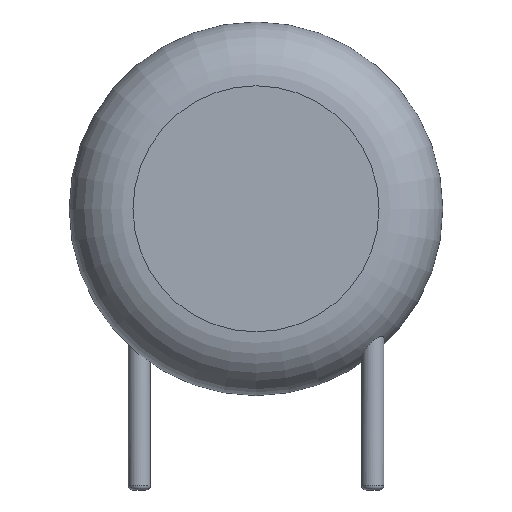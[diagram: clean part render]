
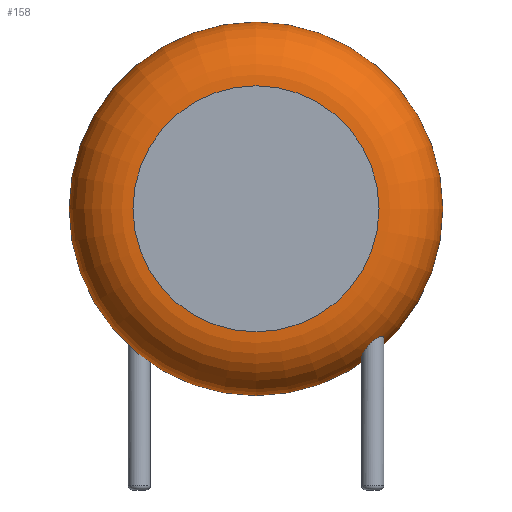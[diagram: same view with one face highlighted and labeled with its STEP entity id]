
A CAD part, front view. The second image highlights one B-rep face of the part: STEP entity #158.
In plain terms, the highlighted toroidal (fillet/blend) face has major radius 3.951 mm and minor radius 2.049 mm.
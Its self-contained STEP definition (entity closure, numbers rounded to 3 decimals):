
#24 = VERTEX_POINT('',#25);
#25 = CARTESIAN_POINT('',(9.75,-0.868,6.03));
#31 = EDGE_CURVE('',#24,#24,#32,.T.);
#32 = CIRCLE('',#33,6.);
#33 = AXIS2_PLACEMENT_3D('',#34,#35,#36);
#34 = CARTESIAN_POINT('',(3.75,-0.868,6.03));
#35 = DIRECTION('',(0.,-1.,0.));
#36 = DIRECTION('',(1.,0.,0.));
#158 = ADVANCED_FACE('',(#159,#179),#255,.T.);
#159 = FACE_BOUND('',#160,.T.);
#160 = EDGE_LOOP('',(#161,#162,#171,#178));
#161 = ORIENTED_EDGE('',*,*,#31,.T.);
#162 = ORIENTED_EDGE('',*,*,#163,.T.);
#163 = EDGE_CURVE('',#24,#164,#166,.T.);
#164 = VERTEX_POINT('',#165);
#165 = CARTESIAN_POINT('',(7.701,-2.917,6.03));
#166 = CIRCLE('',#167,2.049);
#167 = AXIS2_PLACEMENT_3D('',#168,#169,#170);
#168 = CARTESIAN_POINT('',(7.701,-0.868,6.03));
#169 = DIRECTION('',(0.,0.,-1.));
#170 = DIRECTION('',(1.,0.,0.));
#171 = ORIENTED_EDGE('',*,*,#172,.F.);
#172 = EDGE_CURVE('',#164,#164,#173,.T.);
#173 = CIRCLE('',#174,3.951);
#174 = AXIS2_PLACEMENT_3D('',#175,#176,#177);
#175 = CARTESIAN_POINT('',(3.75,-2.917,6.03));
#176 = DIRECTION('',(0.,-1.,0.));
#177 = DIRECTION('',(1.,0.,0.));
#178 = ORIENTED_EDGE('',*,*,#163,.F.);
#179 = FACE_BOUND('',#180,.T.);
#180 = EDGE_LOOP('',(#181,#200));
#181 = ORIENTED_EDGE('',*,*,#182,.T.);
#182 = EDGE_CURVE('',#183,#185,#187,.T.);
#183 = VERTEX_POINT('',#184);
#184 = CARTESIAN_POINT('',(7.86,-1.633,1.865));
#185 = VERTEX_POINT('',#186);
#186 = CARTESIAN_POINT('',(7.564,-1.279,1.452
));
#187 = B_SPLINE_CURVE_WITH_KNOTS('',6,(#188,#189,#190,#191,#192,#193,
#194,#195,#196,#197,#198,#199),.UNSPECIFIED.,.F.,.F.,(7,5,7),(
0.,0.672,1.),.UNSPECIFIED.);
#188 = CARTESIAN_POINT('',(7.86,-1.633,1.865));
#189 = CARTESIAN_POINT('',(7.86,-1.576,1.832));
#190 = CARTESIAN_POINT('',(7.849,-1.52,1.793)
);
#191 = CARTESIAN_POINT('',(7.828,-1.467,1.75
));
#192 = CARTESIAN_POINT('',(7.798,-1.419,1.702
));
#193 = CARTESIAN_POINT('',(7.76,-1.378,1.653
));
#194 = CARTESIAN_POINT('',(7.693,-1.328,1.577
));
#195 = CARTESIAN_POINT('',(7.67,-1.314,1.552
));
#196 = CARTESIAN_POINT('',(7.645,-1.302,1.527
));
#197 = CARTESIAN_POINT('',(7.619,-1.292,1.502
));
#198 = CARTESIAN_POINT('',(7.592,-1.284,1.477)
);
#199 = CARTESIAN_POINT('',(7.564,-1.279,1.452
));
#200 = ORIENTED_EDGE('',*,*,#201,.T.);
#201 = EDGE_CURVE('',#185,#183,#202,.T.);
#202 = B_SPLINE_CURVE_WITH_KNOTS('',6,(#203,#204,#205,#206,#207,#208,
#209,#210,#211,#212,#213,#214,#215,#216,#217,#218,#219,#220,#221,
#222,#223,#224,#225,#226,#227,#228,#229,#230,#231,#232,#233,#234,
#235,#236,#237,#238,#239,#240,#241,#242,#243,#244,#245,#246,#247,
#248,#249,#250,#251,#252,#253,#254),.UNSPECIFIED.,.F.,.F.,(7,5,5,5,5
,5,5,5,5,5,7),(0.,0.129,0.175,0.264,
0.359,0.408,0.561,0.7,
0.825,0.928,1.),.UNSPECIFIED.);
#203 = CARTESIAN_POINT('',(7.564,-1.279,1.452
));
#204 = CARTESIAN_POINT('',(7.527,-1.272,1.42
));
#205 = CARTESIAN_POINT('',(7.489,-1.27,1.388
));
#206 = CARTESIAN_POINT('',(7.45,-1.273,1.358)
);
#207 = CARTESIAN_POINT('',(7.412,-1.281,1.33
));
#208 = CARTESIAN_POINT('',(7.374,-1.294,1.304
));
#209 = CARTESIAN_POINT('',(7.326,-1.318,1.275
));
#210 = CARTESIAN_POINT('',(7.314,-1.325,1.267
));
#211 = CARTESIAN_POINT('',(7.302,-1.332,1.26
));
#212 = CARTESIAN_POINT('',(7.29,-1.34,1.254
));
#213 = CARTESIAN_POINT('',(7.278,-1.349,1.248
));
#214 = CARTESIAN_POINT('',(7.247,-1.376,1.233)
);
#215 = CARTESIAN_POINT('',(7.227,-1.396,1.225)
);
#216 = CARTESIAN_POINT('',(7.21,-1.417,1.22)
);
#217 = CARTESIAN_POINT('',(7.194,-1.44,1.217
));
#218 = CARTESIAN_POINT('',(7.181,-1.464,1.216
));
#219 = CARTESIAN_POINT('',(7.159,-1.515,1.22));
#220 = CARTESIAN_POINT('',(7.15,-1.543,1.225
));
#221 = CARTESIAN_POINT('',(7.143,-1.571,1.233)
);
#222 = CARTESIAN_POINT('',(7.14,-1.6,1.244
));
#223 = CARTESIAN_POINT('',(7.139,-1.628,1.257)
);
#224 = CARTESIAN_POINT('',(7.142,-1.669,1.28
));
#225 = CARTESIAN_POINT('',(7.143,-1.683,1.288
));
#226 = CARTESIAN_POINT('',(7.145,-1.697,1.297
));
#227 = CARTESIAN_POINT('',(7.148,-1.711,1.307)
);
#228 = CARTESIAN_POINT('',(7.151,-1.724,1.317)
);
#229 = CARTESIAN_POINT('',(7.168,-1.778,1.36
));
#230 = CARTESIAN_POINT('',(7.186,-1.817,1.397
));
#231 = CARTESIAN_POINT('',(7.208,-1.852,1.437
));
#232 = CARTESIAN_POINT('',(7.235,-1.883,1.48
));
#233 = CARTESIAN_POINT('',(7.266,-1.91,1.524)
);
#234 = CARTESIAN_POINT('',(7.331,-1.954,1.61
));
#235 = CARTESIAN_POINT('',(7.365,-1.971,1.651
));
#236 = CARTESIAN_POINT('',(7.401,-1.983,1.692
));
#237 = CARTESIAN_POINT('',(7.44,-1.992,1.732
));
#238 = CARTESIAN_POINT('',(7.48,-1.995,1.77
));
#239 = CARTESIAN_POINT('',(7.557,-1.991,1.835
));
#240 = CARTESIAN_POINT('',(7.594,-1.984,1.863)
);
#241 = CARTESIAN_POINT('',(7.631,-1.973,1.886
));
#242 = CARTESIAN_POINT('',(7.666,-1.957,1.906
));
#243 = CARTESIAN_POINT('',(7.699,-1.936,1.92
));
#244 = CARTESIAN_POINT('',(7.753,-1.891,1.936
));
#245 = CARTESIAN_POINT('',(7.776,-1.868,1.939
));
#246 = CARTESIAN_POINT('',(7.796,-1.843,1.939)
);
#247 = CARTESIAN_POINT('',(7.813,-1.816,1.936
));
#248 = CARTESIAN_POINT('',(7.827,-1.787,1.929
));
#249 = CARTESIAN_POINT('',(7.845,-1.738,1.914
));
#250 = CARTESIAN_POINT('',(7.851,-1.717,1.906
));
#251 = CARTESIAN_POINT('',(7.856,-1.696,1.897
));
#252 = CARTESIAN_POINT('',(7.859,-1.675,1.887
));
#253 = CARTESIAN_POINT('',(7.86,-1.654,1.877));
#254 = CARTESIAN_POINT('',(7.86,-1.633,1.865));
#255 = TOROIDAL_SURFACE('',#256,3.951,2.049);
#256 = AXIS2_PLACEMENT_3D('',#257,#258,#259);
#257 = CARTESIAN_POINT('',(3.75,-0.868,6.03));
#258 = DIRECTION('',(0.,-1.,0.));
#259 = DIRECTION('',(1.,0.,0.));
